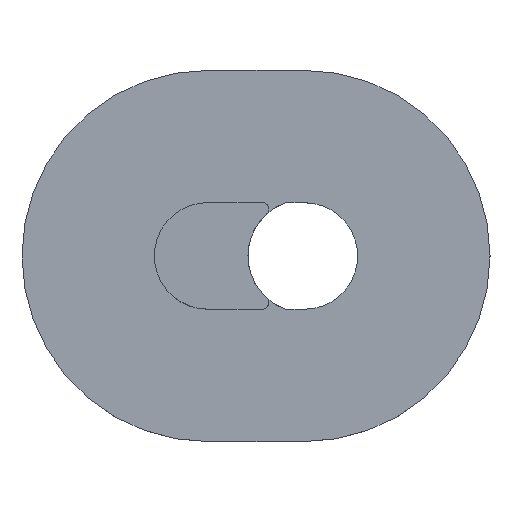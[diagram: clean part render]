
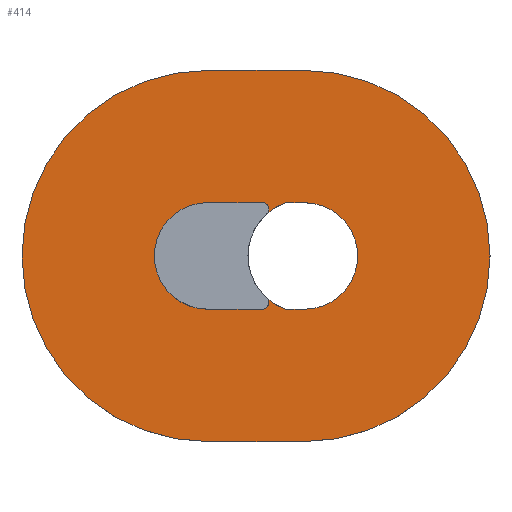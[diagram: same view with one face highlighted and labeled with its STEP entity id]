
A CAD part, top view. The second image highlights one B-rep face of the part: STEP entity #414.
In plain terms, the highlighted planar face has unit normal (0, 0, 1).
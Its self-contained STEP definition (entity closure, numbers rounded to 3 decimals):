
#18=FACE_BOUND('',#81,.T.);
#33=PLANE('',#470);
#55=FACE_OUTER_BOUND('',#80,.T.);
#80=EDGE_LOOP('',(#358,#359,#360,#361));
#81=EDGE_LOOP('',(#362,#363,#364,#365,#366,#367,#368,#369,#370,#371));
#103=LINE('',#667,#139);
#112=LINE('',#703,#148);
#115=LINE('',#708,#151);
#117=LINE('',#714,#153);
#118=LINE('',#717,#154);
#119=LINE('',#720,#155);
#139=VECTOR('',#540,10.);
#148=VECTOR('',#571,10.);
#151=VECTOR('',#576,10.);
#153=VECTOR('',#584,10.);
#154=VECTOR('',#587,10.);
#155=VECTOR('',#590,10.);
#159=CIRCLE('',#435,0.2);
#160=CIRCLE('',#437,1.75);
#162=CIRCLE('',#439,1.75);
#166=CIRCLE('',#445,0.2);
#171=CIRCLE('',#456,5.75);
#175=CIRCLE('',#468,1.65);
#176=CIRCLE('',#471,5.75);
#177=CIRCLE('',#472,1.65);
#180=VERTEX_POINT('',#608);
#181=VERTEX_POINT('',#610);
#182=VERTEX_POINT('',#614);
#184=VERTEX_POINT('',#618);
#185=VERTEX_POINT('',#620);
#191=VERTEX_POINT('',#636);
#200=VERTEX_POINT('',#664);
#201=VERTEX_POINT('',#666);
#202=VERTEX_POINT('',#670);
#209=VERTEX_POINT('',#702);
#210=VERTEX_POINT('',#706);
#211=VERTEX_POINT('',#710);
#212=VERTEX_POINT('',#716);
#213=VERTEX_POINT('',#719);
#216=EDGE_CURVE('',#180,#181,#159,.F.);
#218=EDGE_CURVE('',#180,#182,#160,.T.);
#221=EDGE_CURVE('',#185,#184,#162,.T.);
#230=EDGE_CURVE('',#184,#191,#166,.T.);
#244=EDGE_CURVE('',#200,#201,#103,.T.);
#247=EDGE_CURVE('',#202,#200,#171,.T.);
#259=EDGE_CURVE('',#185,#209,#112,.T.);
#262=EDGE_CURVE('',#191,#210,#115,.T.);
#264=EDGE_CURVE('',#210,#211,#175,.T.);
#265=EDGE_CURVE('',#211,#181,#117,.T.);
#266=EDGE_CURVE('',#212,#202,#118,.T.);
#267=EDGE_CURVE('',#201,#212,#176,.T.);
#268=EDGE_CURVE('',#213,#182,#119,.T.);
#269=EDGE_CURVE('',#209,#213,#177,.T.);
#358=ORIENTED_EDGE('',*,*,#247,.F.);
#359=ORIENTED_EDGE('',*,*,#266,.F.);
#360=ORIENTED_EDGE('',*,*,#267,.F.);
#361=ORIENTED_EDGE('',*,*,#244,.F.);
#362=ORIENTED_EDGE('',*,*,#262,.T.);
#363=ORIENTED_EDGE('',*,*,#264,.T.);
#364=ORIENTED_EDGE('',*,*,#265,.T.);
#365=ORIENTED_EDGE('',*,*,#216,.F.);
#366=ORIENTED_EDGE('',*,*,#218,.T.);
#367=ORIENTED_EDGE('',*,*,#268,.F.);
#368=ORIENTED_EDGE('',*,*,#269,.F.);
#369=ORIENTED_EDGE('',*,*,#259,.F.);
#370=ORIENTED_EDGE('',*,*,#221,.T.);
#371=ORIENTED_EDGE('',*,*,#230,.T.);
#414=ADVANCED_FACE('',(#55,#18),#33,.F.);
#435=AXIS2_PLACEMENT_3D('',#611,#484,#485);
#437=AXIS2_PLACEMENT_3D('',#615,#489,#490);
#439=AXIS2_PLACEMENT_3D('',#621,#494,#495);
#445=AXIS2_PLACEMENT_3D('',#638,#511,#512);
#456=AXIS2_PLACEMENT_3D('',#672,#545,#546);
#468=AXIS2_PLACEMENT_3D('',#712,#580,#581);
#470=AXIS2_PLACEMENT_3D('',#715,#585,#586);
#471=AXIS2_PLACEMENT_3D('',#718,#588,#589);
#472=AXIS2_PLACEMENT_3D('',#721,#591,#592);
#484=DIRECTION('center_axis',(0.,0.,-1.));
#485=DIRECTION('ref_axis',(0.934,0.358,0.));
#489=DIRECTION('center_axis',(0.,0.,-1.));
#490=DIRECTION('ref_axis',(0.,-1.,0.));
#494=DIRECTION('center_axis',(0.,0.,-1.));
#495=DIRECTION('ref_axis',(0.,-1.,0.));
#511=DIRECTION('center_axis',(0.,0.,-1.));
#512=DIRECTION('ref_axis',(0.934,-0.358,0.));
#540=DIRECTION('',(-1.,0.,0.));
#545=DIRECTION('center_axis',(0.,0.,-1.));
#546=DIRECTION('ref_axis',(0.,1.,0.));
#571=DIRECTION('',(1.,0.,0.));
#576=DIRECTION('',(-1.,0.,0.));
#580=DIRECTION('center_axis',(0.,0.,-1.));
#581=DIRECTION('ref_axis',(0.,-1.,0.));
#584=DIRECTION('',(1.,0.,0.));
#585=DIRECTION('center_axis',(0.,0.,-1.));
#586=DIRECTION('ref_axis',(1.,0.,0.));
#587=DIRECTION('',(1.,0.,0.));
#588=DIRECTION('center_axis',(0.,0.,-1.));
#589=DIRECTION('ref_axis',(0.,-1.,0.));
#590=DIRECTION('',(-1.,0.,0.));
#591=DIRECTION('center_axis',(0.,0.,1.));
#592=DIRECTION('ref_axis',(0.,1.,0.));
#608=CARTESIAN_POINT('',(129.48,1.301,0.));
#610=CARTESIAN_POINT('',(129.346,1.65,0.));
#611=CARTESIAN_POINT('Origin',(129.346,1.45,0.));
#614=CARTESIAN_POINT('',(130.067,1.65,0.));
#615=CARTESIAN_POINT('Origin',(130.65,0.,0.));
#618=CARTESIAN_POINT('',(129.48,-1.301,0.));
#620=CARTESIAN_POINT('',(130.067,-1.65,0.));
#621=CARTESIAN_POINT('Origin',(130.65,0.,0.));
#636=CARTESIAN_POINT('',(129.346,-1.65,0.));
#638=CARTESIAN_POINT('Origin',(129.346,-1.45,0.));
#664=CARTESIAN_POINT('',(130.65,-5.75,0.));
#666=CARTESIAN_POINT('',(127.65,-5.75,0.));
#667=CARTESIAN_POINT('',(130.65,-5.75,0.));
#670=CARTESIAN_POINT('',(130.65,5.75,0.));
#672=CARTESIAN_POINT('Origin',(130.65,0.,0.));
#702=CARTESIAN_POINT('',(130.65,-1.65,0.));
#703=CARTESIAN_POINT('',(130.65,-1.65,0.));
#706=CARTESIAN_POINT('',(127.65,-1.65,0.));
#708=CARTESIAN_POINT('',(128.4,-1.65,0.));
#710=CARTESIAN_POINT('',(127.65,1.65,0.));
#712=CARTESIAN_POINT('Origin',(127.65,0.,0.));
#714=CARTESIAN_POINT('',(129.608,1.65,0.));
#715=CARTESIAN_POINT('Origin',(129.15,0.,0.));
#716=CARTESIAN_POINT('',(127.65,5.75,0.));
#717=CARTESIAN_POINT('',(127.65,5.75,0.));
#718=CARTESIAN_POINT('Origin',(127.65,0.,0.));
#719=CARTESIAN_POINT('',(130.65,1.65,0.));
#720=CARTESIAN_POINT('',(127.65,1.65,0.));
#721=CARTESIAN_POINT('Origin',(130.65,0.,0.));
